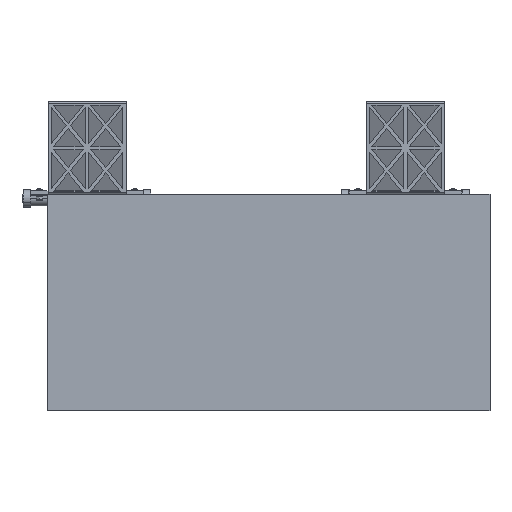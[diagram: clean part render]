
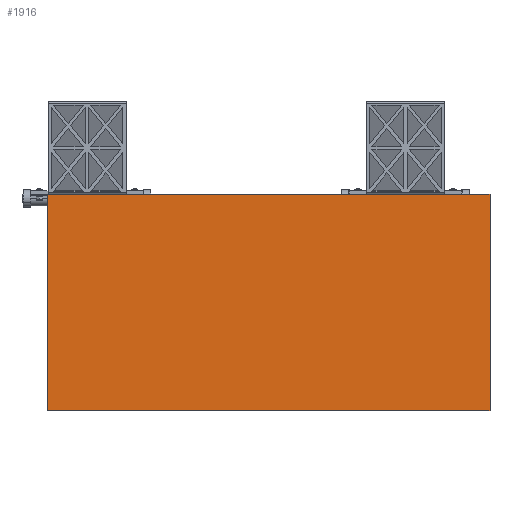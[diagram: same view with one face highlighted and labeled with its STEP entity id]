
A CAD part, front view. The second image highlights one B-rep face of the part: STEP entity #1916.
In plain terms, the highlighted planar face has unit normal (0, -1, 0).
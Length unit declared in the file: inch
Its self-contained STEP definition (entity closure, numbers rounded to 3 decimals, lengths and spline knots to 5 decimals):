
#453 = DIRECTION ( 'NONE',  ( -1., 0., 0. ) ) ;
#928 = VERTEX_POINT ( 'NONE', #4253 ) ;
#1003 = DIRECTION ( 'NONE',  ( 1., 0., 0. ) ) ;
#1904 = VERTEX_POINT ( 'NONE', #2010 ) ;
#1916 = ADVANCED_FACE ( 'NONE', ( #10928 ), #7133, .F. ) ;
#2010 = CARTESIAN_POINT ( 'NONE',  ( 11.23009, 0., 6.28687 ) ) ;
#2424 = VECTOR ( 'NONE', #6894, 39.37008 ) ;
#3180 = CARTESIAN_POINT ( 'NONE',  ( 0., 0., 0. ) ) ;
#3543 = ORIENTED_EDGE ( 'NONE', *, *, #13213, .F. ) ;
#3554 = LINE ( 'NONE', #10772, #9683 ) ;
#4253 = CARTESIAN_POINT ( 'NONE',  ( 11.23009, 0., -6.21313 ) ) ;
#4463 = DIRECTION ( 'NONE',  ( 0., 0., -1. ) ) ;
#5080 = DIRECTION ( 'NONE',  ( 0., 1., 0. ) ) ;
#6058 = EDGE_CURVE ( 'NONE', #1904, #928, #3554, .T. ) ;
#6343 = VERTEX_POINT ( 'NONE', #6393 ) ;
#6393 = CARTESIAN_POINT ( 'NONE',  ( -14.26991, 0., 6.28687 ) ) ;
#6415 = VECTOR ( 'NONE', #453, 39.37008 ) ;
#6431 = CARTESIAN_POINT ( 'NONE',  ( -14.26991, 0., 6.28687 ) ) ;
#6894 = DIRECTION ( 'NONE',  ( 0., 0., 1. ) ) ;
#7133 = PLANE ( 'NONE',  #12422 ) ;
#8484 = VECTOR ( 'NONE', #1003, 39.37008 ) ;
#8594 = EDGE_LOOP ( 'NONE', ( #10123, #11008, #11772, #3543 ) ) ;
#9088 = EDGE_CURVE ( 'NONE', #10913, #6343, #11260, .T. ) ;
#9167 = EDGE_CURVE ( 'NONE', #928, #10913, #12101, .T. ) ;
#9445 = DIRECTION ( 'NONE',  ( 0., 0., 1. ) ) ;
#9683 = VECTOR ( 'NONE', #4463, 39.37008 ) ;
#10123 = ORIENTED_EDGE ( 'NONE', *, *, #9088, .F. ) ;
#10772 = CARTESIAN_POINT ( 'NONE',  ( 11.23009, 0., -6.21313 ) ) ;
#10913 = VERTEX_POINT ( 'NONE', #13579 ) ;
#10928 = FACE_OUTER_BOUND ( 'NONE', #8594, .T. ) ;
#11008 = ORIENTED_EDGE ( 'NONE', *, *, #9167, .F. ) ;
#11260 = LINE ( 'NONE', #12162, #2424 ) ;
#11772 = ORIENTED_EDGE ( 'NONE', *, *, #6058, .F. ) ;
#12101 = LINE ( 'NONE', #12296, #6415 ) ;
#12162 = CARTESIAN_POINT ( 'NONE',  ( -14.26991, 0., -6.21313 ) ) ;
#12296 = CARTESIAN_POINT ( 'NONE',  ( -14.26991, 0., -6.21313 ) ) ;
#12375 = LINE ( 'NONE', #6431, #8484 ) ;
#12422 = AXIS2_PLACEMENT_3D ( 'NONE', #3180, #5080, #9445 ) ;
#13213 = EDGE_CURVE ( 'NONE', #6343, #1904, #12375, .T. ) ;
#13579 = CARTESIAN_POINT ( 'NONE',  ( -14.26991, 0., -6.21313 ) ) ;
